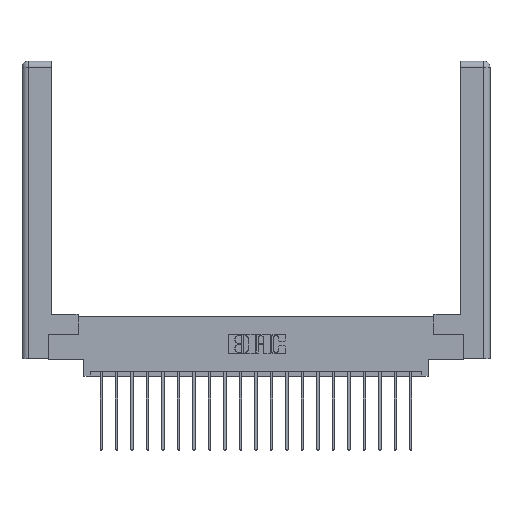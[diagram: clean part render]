
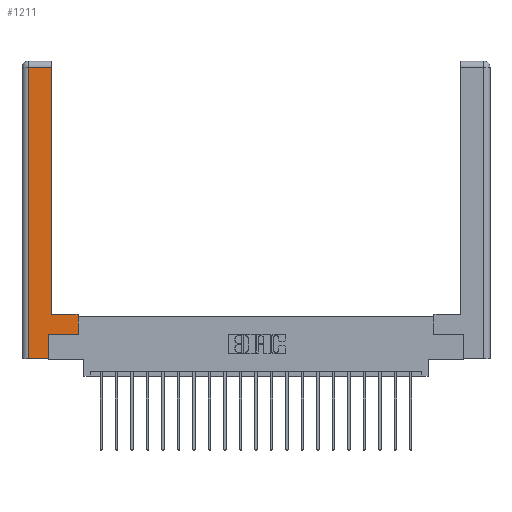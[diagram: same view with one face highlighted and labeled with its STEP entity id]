
A CAD part, top view. The second image highlights one B-rep face of the part: STEP entity #1211.
In plain terms, the highlighted planar face has unit normal (0, 0, 1).
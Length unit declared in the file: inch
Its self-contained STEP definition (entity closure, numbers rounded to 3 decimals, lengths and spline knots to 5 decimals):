
#584 = LINE ( 'NONE', #6090, #12726 ) ;
#1211 = ADVANCED_FACE ( 'NONE', ( #3347 ), #19276, .F. ) ;
#1679 = CARTESIAN_POINT ( 'NONE',  ( 0.565, 0.45, 0. ) ) ;
#1759 = ORIENTED_EDGE ( 'NONE', *, *, #5710, .T. ) ;
#3347 = FACE_OUTER_BOUND ( 'NONE', #10760, .T. ) ;
#3873 = VECTOR ( 'NONE', #15134, 39.37008 ) ;
#4219 = VECTOR ( 'NONE', #6004, 39.37008 ) ;
#4258 = CARTESIAN_POINT ( 'NONE',  ( 0.0615, 0., 0. ) ) ;
#4269 = CARTESIAN_POINT ( 'NONE',  ( 0.0615, 2.94, 0. ) ) ;
#4335 = VERTEX_POINT ( 'NONE', #20111 ) ;
#4797 = VECTOR ( 'NONE', #17759, 39.37008 ) ;
#5160 = CARTESIAN_POINT ( 'NONE',  ( 0.295, 3., 0. ) ) ;
#5468 = ORIENTED_EDGE ( 'NONE', *, *, #14930, .T. ) ;
#5710 = EDGE_CURVE ( 'NONE', #13909, #11948, #21574, .T. ) ;
#6004 = DIRECTION ( 'NONE',  ( 0., 1., 0. ) ) ;
#6090 = CARTESIAN_POINT ( 'NONE',  ( 0.565, 0.45, 0. ) ) ;
#6161 = VERTEX_POINT ( 'NONE', #8847 ) ;
#6459 = CARTESIAN_POINT ( 'NONE',  ( 0.265, 0., 0. ) ) ;
#7220 = VECTOR ( 'NONE', #14994, 39.37008 ) ;
#7363 = ORIENTED_EDGE ( 'NONE', *, *, #20793, .T. ) ;
#7639 = VECTOR ( 'NONE', #12546, 39.37008 ) ;
#8022 = AXIS2_PLACEMENT_3D ( 'NONE', #9234, #20952, #14275 ) ;
#8196 = ORIENTED_EDGE ( 'NONE', *, *, #16598, .T. ) ;
#8445 = VERTEX_POINT ( 'NONE', #21199 ) ;
#8847 = CARTESIAN_POINT ( 'NONE',  ( 0.565, 0.245, 0. ) ) ;
#9011 = DIRECTION ( 'NONE',  ( 0., 1., 0. ) ) ;
#9234 = CARTESIAN_POINT ( 'NONE',  ( 0., 0., 0. ) ) ;
#9468 = ORIENTED_EDGE ( 'NONE', *, *, #17416, .T. ) ;
#10760 = EDGE_LOOP ( 'NONE', ( #5468, #1759, #16581, #9468, #7363, #19964, #19404, #8196 ) ) ;
#10795 = LINE ( 'NONE', #10997, #17856 ) ;
#10866 = CARTESIAN_POINT ( 'NONE',  ( 0.265, 0.245, 0. ) ) ;
#10918 = DIRECTION ( 'NONE',  ( 0., 1., 0. ) ) ;
#10997 = CARTESIAN_POINT ( 'NONE',  ( 0.265, 0.245, 0. ) ) ;
#11948 = VERTEX_POINT ( 'NONE', #13428 ) ;
#12461 = DIRECTION ( 'NONE',  ( 0., -1., 0. ) ) ;
#12546 = DIRECTION ( 'NONE',  ( -1., 0., 0. ) ) ;
#12726 = VECTOR ( 'NONE', #10918, 39.37008 ) ;
#12924 = VERTEX_POINT ( 'NONE', #1679 ) ;
#12937 = EDGE_CURVE ( 'NONE', #21325, #6161, #18902, .T. ) ;
#13428 = CARTESIAN_POINT ( 'NONE',  ( 0.0615, 2.94, 0. ) ) ;
#13531 = VECTOR ( 'NONE', #12461, 39.37008 ) ;
#13707 = VERTEX_POINT ( 'NONE', #20912 ) ;
#13909 = VERTEX_POINT ( 'NONE', #16534 ) ;
#14115 = EDGE_CURVE ( 'NONE', #6161, #12924, #584, .T. ) ;
#14275 = DIRECTION ( 'NONE',  ( -1., 0., 0. ) ) ;
#14930 = EDGE_CURVE ( 'NONE', #4335, #13909, #18185, .T. ) ;
#14994 = DIRECTION ( 'NONE',  ( 1., 0., 0. ) ) ;
#15063 = CARTESIAN_POINT ( 'NONE',  ( 0.565, 0.245, 0. ) ) ;
#15134 = DIRECTION ( 'NONE',  ( 1., 0., 0. ) ) ;
#15362 = LINE ( 'NONE', #21395, #4797 ) ;
#16534 = CARTESIAN_POINT ( 'NONE',  ( 0.295, 2.94, 0. ) ) ;
#16581 = ORIENTED_EDGE ( 'NONE', *, *, #17166, .T. ) ;
#16598 = EDGE_CURVE ( 'NONE', #12924, #4335, #15362, .T. ) ;
#16934 = LINE ( 'NONE', #4258, #13531 ) ;
#17166 = EDGE_CURVE ( 'NONE', #11948, #8445, #16934, .T. ) ;
#17416 = EDGE_CURVE ( 'NONE', #8445, #13707, #17451, .T. ) ;
#17451 = LINE ( 'NONE', #6459, #7220 ) ;
#17759 = DIRECTION ( 'NONE',  ( -1., 0., 0. ) ) ;
#17856 = VECTOR ( 'NONE', #9011, 39.37008 ) ;
#18185 = LINE ( 'NONE', #5160, #4219 ) ;
#18902 = LINE ( 'NONE', #15063, #3873 ) ;
#19276 = PLANE ( 'NONE',  #8022 ) ;
#19404 = ORIENTED_EDGE ( 'NONE', *, *, #14115, .T. ) ;
#19964 = ORIENTED_EDGE ( 'NONE', *, *, #12937, .T. ) ;
#20111 = CARTESIAN_POINT ( 'NONE',  ( 0.295, 0.45, 0. ) ) ;
#20793 = EDGE_CURVE ( 'NONE', #13707, #21325, #10795, .T. ) ;
#20912 = CARTESIAN_POINT ( 'NONE',  ( 0.265, 0., 0. ) ) ;
#20952 = DIRECTION ( 'NONE',  ( 0., 0., -1. ) ) ;
#21199 = CARTESIAN_POINT ( 'NONE',  ( 0.0615, 0., 0. ) ) ;
#21325 = VERTEX_POINT ( 'NONE', #10866 ) ;
#21395 = CARTESIAN_POINT ( 'NONE',  ( 0.295, 0.45, 0. ) ) ;
#21574 = LINE ( 'NONE', #4269, #7639 ) ;
